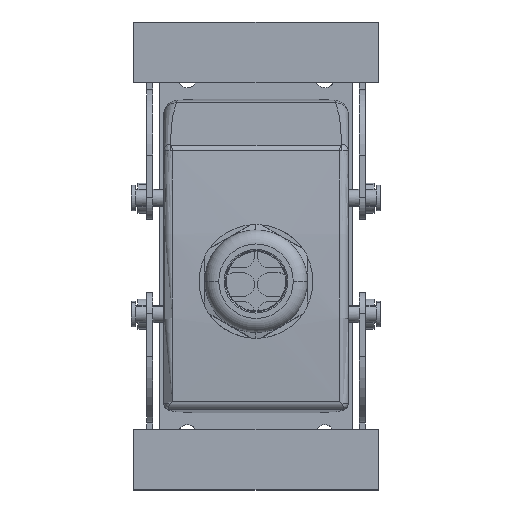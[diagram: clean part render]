
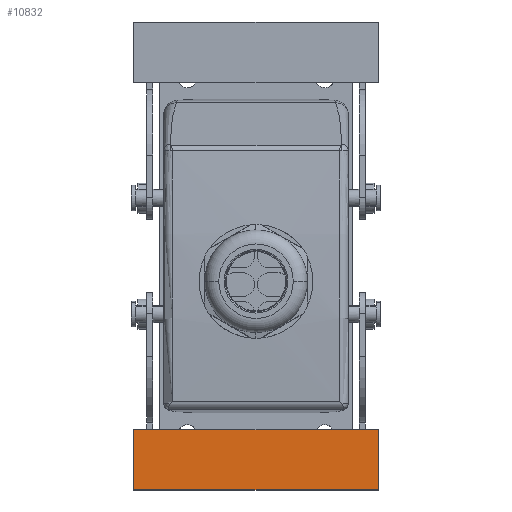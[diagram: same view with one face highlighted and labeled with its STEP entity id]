
A CAD part, top view. The second image highlights one B-rep face of the part: STEP entity #10832.
In plain terms, the highlighted planar face has unit normal (0, 0, 1).
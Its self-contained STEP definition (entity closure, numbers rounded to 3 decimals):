
#10819=AXIS2_PLACEMENT_3D('Plane Axis2P3D',#10816,#10817,#10818) ;
#8935=CARTESIAN_POINT('Vertex',(57.5,14.,40.7)) ;
#8951=CARTESIAN_POINT('Vertex',(0.5,14.,40.7)) ;
#8954=CARTESIAN_POINT('Line Origine',(29.,14.,40.7)) ;
#10733=CARTESIAN_POINT('Line Origine',(57.5,7.,40.7)) ;
#10737=CARTESIAN_POINT('Vertex',(57.5,0.,40.7)) ;
#10800=CARTESIAN_POINT('Vertex',(0.5,0.,40.7)) ;
#10803=CARTESIAN_POINT('Line Origine',(0.5,7.,40.7)) ;
#10816=CARTESIAN_POINT('Axis2P3D Location',(29.,0.,40.7)) ;
#10821=CARTESIAN_POINT('Line Origine',(29.,0.,40.7)) ;
#8955=DIRECTION('Vector Direction',(1.,0.,0.)) ;
#10734=DIRECTION('Vector Direction',(0.,1.,0.)) ;
#10804=DIRECTION('Vector Direction',(0.,1.,0.)) ;
#10817=DIRECTION('Axis2P3D Direction',(0.,0.,-1.)) ;
#10818=DIRECTION('Axis2P3D XDirection',(0.,1.,0.)) ;
#10822=DIRECTION('Vector Direction',(1.,0.,0.)) ;
#8956=VECTOR('Line Direction',#8955,1.) ;
#10735=VECTOR('Line Direction',#10734,1.) ;
#10805=VECTOR('Line Direction',#10804,1.) ;
#10823=VECTOR('Line Direction',#10822,1.) ;
#10827=ORIENTED_EDGE('',*,*,#10739,.T.) ;
#10828=ORIENTED_EDGE('',*,*,#8958,.T.) ;
#10829=ORIENTED_EDGE('',*,*,#10807,.F.) ;
#10830=ORIENTED_EDGE('',*,*,#10825,.F.) ;
#10832=ADVANCED_FACE('1654220000_S.1\\Housing',(#10831),#10820,.F.) ;
#8958=EDGE_CURVE('',#8936,#8952,#8957,.F.) ;
#10739=EDGE_CURVE('',#10738,#8936,#10736,.T.) ;
#10807=EDGE_CURVE('',#10801,#8952,#10806,.T.) ;
#10825=EDGE_CURVE('',#10738,#10801,#10824,.F.) ;
#10826=EDGE_LOOP('',(#10827,#10828,#10829,#10830)) ;
#10831=FACE_OUTER_BOUND('',#10826,.T.) ;
#8957=LINE('Line',#8954,#8956) ;
#10736=LINE('Line',#10733,#10735) ;
#10806=LINE('Line',#10803,#10805) ;
#10824=LINE('Line',#10821,#10823) ;
#10820=PLANE('',#10819) ;
#8936=VERTEX_POINT('',#8935) ;
#8952=VERTEX_POINT('',#8951) ;
#10738=VERTEX_POINT('',#10737) ;
#10801=VERTEX_POINT('',#10800) ;
